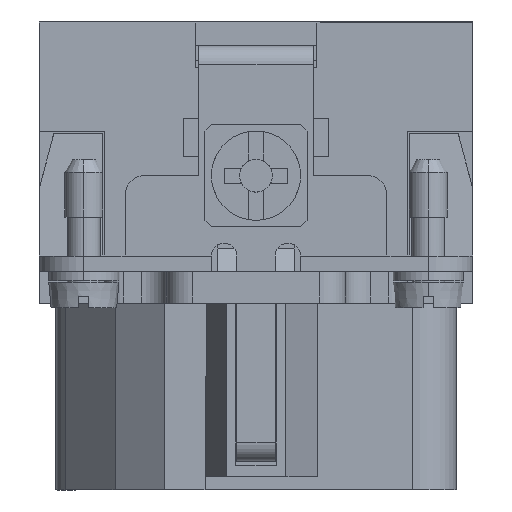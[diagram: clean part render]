
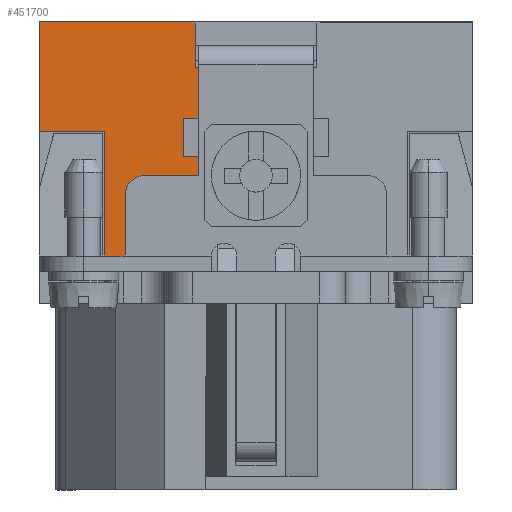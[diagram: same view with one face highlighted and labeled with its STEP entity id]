
A CAD part, left-side view. The second image highlights one B-rep face of the part: STEP entity #451700.
In plain terms, the highlighted planar face has unit normal (-1, 0, 0).
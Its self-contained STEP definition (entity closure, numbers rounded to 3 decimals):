
#42850=CARTESIAN_POINT('',(37.046,65.584,14.45));
#42860=VERTEX_POINT('',#42850);
#42890=CARTESIAN_POINT('',(37.046,65.584,13.45))
;
#42900=DIRECTION('',(0.,0.,1.));
#42910=VECTOR('',#42900,1.);
#42920=LINE('',#42890,#42910);
#42930=CARTESIAN_POINT('',(37.046,65.584,5.9));
#42940=VERTEX_POINT('',#42930);
#42950=EDGE_CURVE('',#42940,#42860,#42920,.T.);
#57100=CARTESIAN_POINT('',(37.046,53.084,
10.85));
#57110=VERTEX_POINT('',#57100);
#57140=CARTESIAN_POINT('',(37.046,98.594,10.85));
#57150=DIRECTION('',(0.,1.,0.));
#57160=VECTOR('',#57150,1.);
#57170=LINE('',#57140,#57160);
#57180=CARTESIAN_POINT('',(37.046,53.334,
10.85));
#57190=VERTEX_POINT('',#57180);
#57200=EDGE_CURVE('',#57110,#57190,#57170,.T.);
#71430=CARTESIAN_POINT('',(37.046,53.334,
13.45));
#71440=DIRECTION('',(0.,0.,1.));
#71450=VECTOR('',#71440,1.);
#71460=LINE('',#71430,#71450);
#71470=CARTESIAN_POINT('',(37.046,53.334,14.45));
#71480=VERTEX_POINT('',#71470);
#71490=EDGE_CURVE('',#57190,#71480,#71460,.T.);
#90710=CARTESIAN_POINT('',(37.046,98.594,14.45));
#90720=DIRECTION('',(0.,1.,0.));
#90730=VECTOR('',#90720,1.);
#90740=LINE('',#90710,#90730);
#90750=EDGE_CURVE('',#71480,#42860,#90740,.T.);
#322510=CARTESIAN_POINT('',(37.046,58.834,0.9
));
#322520=VERTEX_POINT('',#322510);
#322670=CARTESIAN_POINT('',(37.046,58.834,-3.9
));
#322680=VERTEX_POINT('',#322670);
#322710=CARTESIAN_POINT('',(37.046,58.834,0.));
#322720=DIRECTION('',(0.,0.,-1.));
#322730=VECTOR('',#322720,1.);
#322740=LINE('',#322710,#322730);
#322750=EDGE_CURVE('',#322520,#322680,#322740,.T.);
#337230=CARTESIAN_POINT('',(37.046,60.584,
-3.9));
#337240=DIRECTION('',(0.,-1.,0.));
#337250=VECTOR('',#337240,1.);
#337260=LINE('',#337230,#337250);
#337270=CARTESIAN_POINT('',(37.046,60.484,-3.9
));
#337280=VERTEX_POINT('',#337270);
#337290=EDGE_CURVE('',#337280,#322680,#337260,.T.);
#351480=CARTESIAN_POINT('',(37.046,53.084,6.9)
);
#351490=VERTEX_POINT('',#351480);
#351520=CARTESIAN_POINT('',(37.046,53.084,0.));
#351530=DIRECTION('',(0.,0.,-1.));
#351540=VECTOR('',#351530,1.);
#351550=LINE('',#351520,#351540);
#351560=EDGE_CURVE('',#57110,#351490,#351550,.T.);
#373490=CARTESIAN_POINT('',(37.046,53.084,2.4)
);
#373500=VERTEX_POINT('',#373490);
#373530=CARTESIAN_POINT('',(37.046,53.084,0.));
#373540=DIRECTION('',(0.,0.,-1.));
#373550=VECTOR('',#373540,1.);
#373560=LINE('',#373530,#373550);
#373570=CARTESIAN_POINT('',(37.046,53.084,3.9)
);
#373580=VERTEX_POINT('',#373570);
#373590=EDGE_CURVE('',#373580,#373500,#373560,.T.);
#375080=CARTESIAN_POINT('',(37.046,60.484,0.));
#375090=DIRECTION('',(0.,0.,1.));
#375100=VECTOR('',#375090,1.);
#375110=LINE('',#375080,#375100);
#375370=CARTESIAN_POINT('',(37.046,60.484,5.9));
#375380=VERTEX_POINT('',#375370);
#375410=EDGE_CURVE('',#337280,#375380,#375110,.T.);
#376530=CARTESIAN_POINT('',(37.046,46.3,-3.003
));
#376540=DIRECTION('',(-1.,0.,0.));
#376550=DIRECTION('',(0.,-1.,0.));
#376560=AXIS2_PLACEMENT_3D('',#376530,#376540,#376550);
#376570=PLANE('',#376560);
#378280=CARTESIAN_POINT('',(37.046,0.,3.9));
#378290=DIRECTION('',(0.,-1.,0.));
#378300=VECTOR('',#378290,1.);
#378310=LINE('',#378280,#378300);
#378320=CARTESIAN_POINT('',(37.046,53.284,3.9)
);
#378330=VERTEX_POINT('',#378320);
#378340=EDGE_CURVE('',#378330,#373580,#378310,.T.);
#444690=CARTESIAN_POINT('',(37.046,57.334,2.4)
);
#444700=VERTEX_POINT('',#444690);
#444730=CARTESIAN_POINT('',(37.046,0.,2.4));
#444740=DIRECTION('',(0.,1.,0.));
#444750=VECTOR('',#444740,1.);
#444760=LINE('',#444730,#444750);
#444770=EDGE_CURVE('',#373500,#444700,#444760,.T.);
#451300=ORIENTED_EDGE('',*,*,#375410,.F.);
#451310=CARTESIAN_POINT('',(37.046,0.,5.9));
#451320=DIRECTION('',(0.,1.,0.));
#451330=VECTOR('',#451320,1.);
#451340=LINE('',#451310,#451330);
#451350=EDGE_CURVE('',#375380,#42940,#451340,.T.);
#451360=ORIENTED_EDGE('',*,*,#451350,.F.);
#451370=ORIENTED_EDGE('',*,*,#42950,.F.);
#451380=ORIENTED_EDGE('',*,*,#90750,.T.);
#451390=ORIENTED_EDGE('',*,*,#71490,.T.);
#451400=ORIENTED_EDGE('',*,*,#57200,.T.);
#451410=ORIENTED_EDGE('',*,*,#351560,.F.);
#451420=CARTESIAN_POINT('',(37.046,0.,6.9));
#451430=DIRECTION('',(0.,1.,0.));
#451440=VECTOR('',#451430,1.);
#451450=LINE('',#451420,#451440);
#451460=CARTESIAN_POINT('',(37.046,53.284,6.9)
);
#451470=VERTEX_POINT('',#451460);
#451480=EDGE_CURVE('',#351490,#451470,#451450,.T.);
#451490=ORIENTED_EDGE('',*,*,#451480,.F.);
#451500=CARTESIAN_POINT('',(37.046,53.284,
6.9));
#451510=DIRECTION('',(0.,0.,-1.));
#451520=VECTOR('',#451510,1.);
#451530=LINE('',#451500,#451520);
#451540=EDGE_CURVE('',#451470,#378330,#451530,.T.);
#451550=ORIENTED_EDGE('',*,*,#451540,.F.);
#451560=ORIENTED_EDGE('',*,*,#378340,.F.);
#451570=ORIENTED_EDGE('',*,*,#373590,.F.);
#451580=ORIENTED_EDGE('',*,*,#444770,.F.);
#451590=CARTESIAN_POINT('',(37.046,57.334,0.9)
);
#451600=DIRECTION('',(-1.,0.,0.));
#451610=DIRECTION('',(0.,-1.,0.));
#451620=AXIS2_PLACEMENT_3D('',#451590,#451600,#451610);
#451630=CIRCLE('',#451620,1.5);
#451640=EDGE_CURVE('',#444700,#322520,#451630,.T.);
#451650=ORIENTED_EDGE('',*,*,#451640,.F.);
#451660=ORIENTED_EDGE('',*,*,#322750,.F.);
#451670=ORIENTED_EDGE('',*,*,#337290,.T.);
#451680=EDGE_LOOP('',(#451670,#451660,#451650,#451580,#451570,#451560,
#451550,#451490,#451410,#451400,#451390,#451380,#451370,#451360,#451300)
);
#451690=FACE_OUTER_BOUND('',#451680,.T.);
#451700=ADVANCED_FACE('',(#451690),#376570,.T.);
